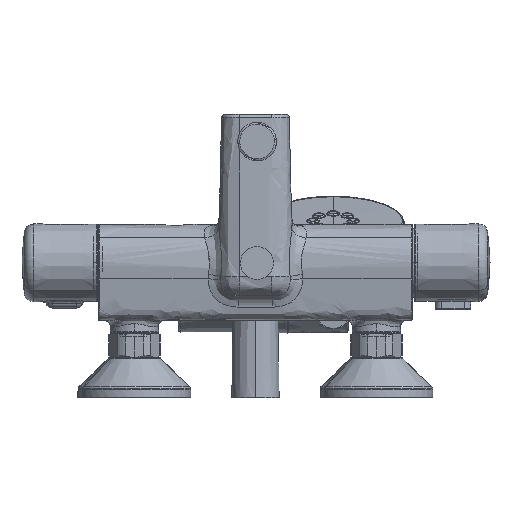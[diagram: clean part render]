
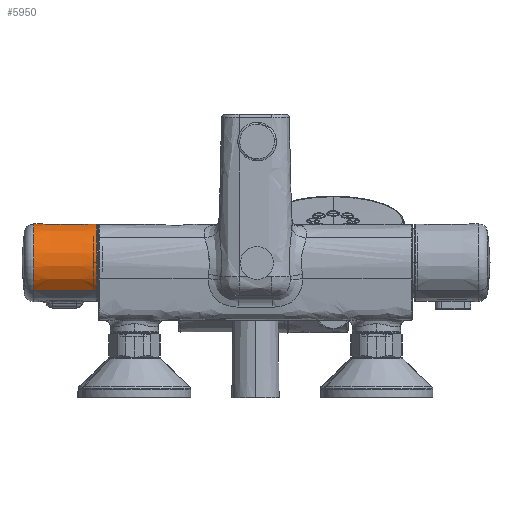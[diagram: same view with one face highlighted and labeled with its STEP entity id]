
A CAD part, front view. The second image highlights one B-rep face of the part: STEP entity #5950.
In plain terms, the highlighted conical face has half-angle 0.25 degrees and reference radius 24.194 mm.
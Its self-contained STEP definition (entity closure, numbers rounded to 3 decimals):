
#917 = EDGE_CURVE ( 'NONE', #43887, #6175, #32266, .T. ) ;
#1295 = AXIS2_PLACEMENT_3D ( 'NONE', #28953, #35925, #33046 ) ;
#1522 = VERTEX_POINT ( 'NONE', #11534 ) ;
#2813 = ORIENTED_EDGE ( 'NONE', *, *, #917, .T. ) ;
#3137 = DIRECTION ( 'NONE',  ( -1., -0.003, -0.003 ) ) ;
#4268 = ORIENTED_EDGE ( 'NONE', *, *, #32296, .T. ) ;
#4371 = CARTESIAN_POINT ( 'NONE',  ( -117.243, -188.991, 100.53 ) ) ;
#4519 = ORIENTED_EDGE ( 'NONE', *, *, #38026, .T. ) ;
#4926 = CARTESIAN_POINT ( 'NONE',  ( -117.297, -189.567, 101.088 ) ) ;
#4929 = VERTEX_POINT ( 'NONE', #4371 ) ;
#5381 = CARTESIAN_POINT ( 'NONE',  ( -117.913, -190.996, 102.33 ) ) ;
#5950 = ADVANCED_FACE ( 'NONE', ( #22345 ), #33748, .T. ) ;
#6175 = VERTEX_POINT ( 'NONE', #26926 ) ;
#8006 = CARTESIAN_POINT ( 'NONE',  ( -137.349, -206.021, 83.5 ) ) ;
#8264 = CARTESIAN_POINT ( 'NONE',  ( -118.114, -191.266, 102.543 ) ) ;
#8548 = CARTESIAN_POINT ( 'NONE',  ( -118.465, -191.65, 102.834 ) ) ;
#8695 = CARTESIAN_POINT ( 'NONE',  ( -123.123, -193.648, 104.193 ) ) ;
#9610 = CARTESIAN_POINT ( 'NONE',  ( -123.527, -193.646, 104.193 ) ) ;
#9654 = ORIENTED_EDGE ( 'NONE', *, *, #35223, .T. ) ;
#9948 = CARTESIAN_POINT ( 'NONE',  ( -142.442, -223.129, 66.392 ) ) ;
#11534 = CARTESIAN_POINT ( 'NONE',  ( -98.511, -222.993, 66.528 ) ) ;
#11759 = CARTESIAN_POINT ( 'NONE',  ( -120.802, -193.165, 103.884 ) ) ;
#12056 = CARTESIAN_POINT ( 'NONE',  ( -118.59, -191.775, 102.927 ) ) ;
#14022 = CIRCLE ( 'NONE', #1295, 24.002 ) ;
#15959 = CARTESIAN_POINT ( 'NONE',  ( -142.442, -206.021, 83.5 ) ) ;
#16147 = CARTESIAN_POINT ( 'NONE',  ( -132.741, -193.605, 104.216 ) ) ;
#16590 = AXIS2_PLACEMENT_3D ( 'NONE', #8006, #32643, #42800 ) ;
#18092 = CARTESIAN_POINT ( 'NONE',  ( -123.527, -193.646, 104.193 ) ) ;
#18724 = CARTESIAN_POINT ( 'NONE',  ( -121.932, -193.496, 104.095 ) ) ;
#22345 = FACE_OUTER_BOUND ( 'NONE', #37413, .T. ) ;
#22452 = CARTESIAN_POINT ( 'NONE',  ( -118.856, -192.016, 103.103 ) ) ;
#22569 = DIRECTION ( 'NONE',  ( 0., 0.707, 0.707 ) ) ;
#22597 = CARTESIAN_POINT ( 'NONE',  ( -123.527, -193.646, 104.193 ) ) ;
#23861 = ORIENTED_EDGE ( 'NONE', *, *, #25258, .F. ) ;
#25258 = EDGE_CURVE ( 'NONE', #1522, #6175, #37970, .T. ) ;
#25951 = VECTOR ( 'NONE', #37314, 1000. ) ;
#26076 = CARTESIAN_POINT ( 'NONE',  ( -118.998, -192.134, 103.187 ) ) ;
#26728 = ORIENTED_EDGE ( 'NONE', *, *, #28483, .T. ) ;
#26926 = CARTESIAN_POINT ( 'NONE',  ( -137.349, -223.113, 66.408 ) ) ;
#28459 = VERTEX_POINT ( 'NONE', #18092 ) ;
#28483 = EDGE_CURVE ( 'NONE', #4929, #28459, #43414, .T. ) ;
#28776 = VECTOR ( 'NONE', #3137, 1000. ) ;
#28953 = CARTESIAN_POINT ( 'NONE',  ( -98.511, -206.021, 83.5 ) ) ;
#28963 = CARTESIAN_POINT ( 'NONE',  ( -117.243, -189.133, 100.671 ) ) ;
#29557 = VERTEX_POINT ( 'NONE', #30341 ) ;
#30317 = CARTESIAN_POINT ( 'NONE',  ( -137.349, -193.585, 104.227 ) ) ;
#30341 = CARTESIAN_POINT ( 'NONE',  ( -98.511, -189.049, 100.472 ) ) ;
#32266 = CIRCLE ( 'NONE', #16590, 24.172 ) ;
#32296 = EDGE_CURVE ( 'NONE', #29557, #4929, #33594, .T. ) ;
#32458 = CARTESIAN_POINT ( 'NONE',  ( -119.441, -192.467, 103.421 ) ) ;
#32609 = CARTESIAN_POINT ( 'NONE',  ( -117.58, -190.428, 101.861 ) ) ;
#32643 = DIRECTION ( 'NONE',  ( 1., 0., 0. ) ) ;
#32762 = CARTESIAN_POINT ( 'NONE',  ( -117.329, -189.711, 101.222 ) ) ;
#32907 = CARTESIAN_POINT ( 'NONE',  ( -119.759, -192.665, 103.556 ) ) ;
#33046 = DIRECTION ( 'NONE',  ( 0., -0.707, -0.707 ) ) ;
#33594 = LINE ( 'NONE', #33856, #25951 ) ;
#33748 = CONICAL_SURFACE ( 'NONE', #34108, 24.194, 0.004 ) ;
#33856 = CARTESIAN_POINT ( 'NONE',  ( -142.442, -188.913, 100.608 ) ) ;
#34108 = AXIS2_PLACEMENT_3D ( 'NONE', #15959, #43779, #22569 ) ;
#35223 = EDGE_CURVE ( 'NONE', #1522, #29557, #14022, .T. ) ;
#35925 = DIRECTION ( 'NONE',  ( -1., 0., 0. ) ) ;
#36233 = CARTESIAN_POINT ( 'NONE',  ( -121.548, -193.405, 104.038 ) ) ;
#36875 = CARTESIAN_POINT ( 'NONE',  ( -137.349, -193.585, 104.227 ) ) ;
#37314 = DIRECTION ( 'NONE',  ( -1., 0.003, 0.003 ) ) ;
#37413 = EDGE_LOOP ( 'NONE', ( #23861, #9654, #4268, #26728, #4519, #2813 ) ) ;
#37421 = CARTESIAN_POINT ( 'NONE',  ( -128.134, -193.626, 104.205 ) ) ;
#37970 = LINE ( 'NONE', #9948, #28776 ) ;
#38026 = EDGE_CURVE ( 'NONE', #28459, #43887, #44162, .T. ) ;
#39405 = CARTESIAN_POINT ( 'NONE',  ( -120.437, -193.014, 103.787 ) ) ;
#42767 = CARTESIAN_POINT ( 'NONE',  ( -117.243, -188.991, 100.53 ) ) ;
#42800 = DIRECTION ( 'NONE',  ( 0., -0.707, -0.707 ) ) ;
#42926 = CARTESIAN_POINT ( 'NONE',  ( -122.719, -193.618, 104.172 ) ) ;
#43072 = CARTESIAN_POINT ( 'NONE',  ( -117.455, -190.142, 101.613 ) ) ;
#43377 = CARTESIAN_POINT ( 'NONE',  ( -117.253, -189.278, 100.813 ) ) ;
#43414 = B_SPLINE_CURVE_WITH_KNOTS ( 'NONE', 3,
 ( #42767, #28963, #43377, #4926, #32762, #43072, #32609, #5381, #8264, #8548, #12056, #22452, #26076, #32458, #32907, #39405, #11759, #36233, #18724, #42926, #8695, #22597 ),
 .UNSPECIFIED., .F., .F.,
 ( 4, 2, 2, 2, 2, 2, 2, 2, 2, 2, 4 ),
 ( 0.01, 0.01, 0.011, 0.012, 0.013, 0.014, 0.014, 0.016, 0.017, 0.018, 0.019 ),
 .UNSPECIFIED. ) ;
#43779 = DIRECTION ( 'NONE',  ( -1., 0., 0. ) ) ;
#43887 = VERTEX_POINT ( 'NONE', #36875 ) ;
#44162 = B_SPLINE_CURVE_WITH_KNOTS ( 'NONE', 3,
 ( #9610, #37421, #16147, #30317 ),
 .UNSPECIFIED., .F., .F.,
 ( 4, 4 ),
 ( 0., 0.014 ),
 .UNSPECIFIED. ) ;
